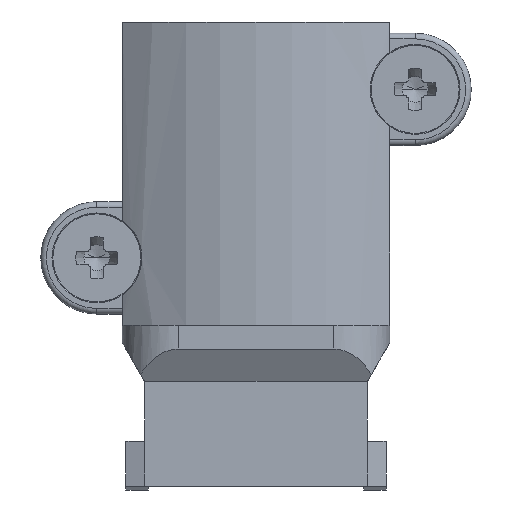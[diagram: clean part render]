
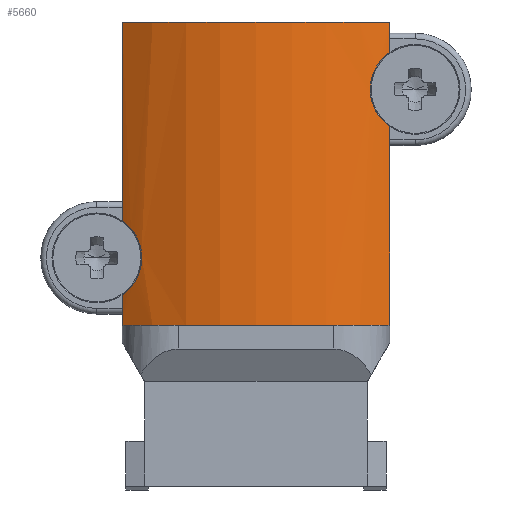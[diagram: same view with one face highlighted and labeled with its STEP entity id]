
A CAD part, front view. The second image highlights one B-rep face of the part: STEP entity #5660.
In plain terms, the highlighted cylindrical face has radius 12 mm (diameter 24 mm), a partial arc.
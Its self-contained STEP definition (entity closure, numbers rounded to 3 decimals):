
#1420=CARTESIAN_POINT('',(-5.413,32.362,
3.187));
#1430=VERTEX_POINT('',#1420);
#1460=CARTESIAN_POINT('',(-5.413,48.562,
3.187));
#1470=DIRECTION('',(0.,-1.,0.));
#1480=VECTOR('',#1470,1.);
#1490=LINE('',#1460,#1480);
#1500=CARTESIAN_POINT('',(-5.413,42.978,
3.187));
#1510=VERTEX_POINT('',#1500);
#1520=EDGE_CURVE('',#1510,#1430,#1490,.T.);
#2070=CARTESIAN_POINT('',(-19.713,48.562,
3.187));
#2080=VERTEX_POINT('',#2070);
#2110=CARTESIAN_POINT('',(-19.713,48.562,
3.187));
#2120=DIRECTION('',(0.,-1.,0.));
#2130=VECTOR('',#2120,1.);
#2140=LINE('',#2110,#2130);
#2150=CARTESIAN_POINT('',(-19.713,37.947,
3.187));
#2160=VERTEX_POINT('',#2150);
#2170=EDGE_CURVE('',#2080,#2160,#2140,.T.);
#3690=CARTESIAN_POINT('',(-19.713,48.562,
3.187));
#3700=DIRECTION('',(0.,-1.,0.));
#3710=VECTOR('',#3700,1.);
#3720=LINE('',#3690,#3710);
#3730=CARTESIAN_POINT('',(-19.713,33.978,
3.187));
#3740=VERTEX_POINT('',#3730);
#3750=CARTESIAN_POINT('',(-19.713,32.362,
3.187));
#3760=VERTEX_POINT('',#3750);
#3770=EDGE_CURVE('',#3740,#3760,#3720,.T.);
#4340=CARTESIAN_POINT('',(-5.413,48.562,
3.187));
#4350=DIRECTION('',(0.,-1.,0.));
#4360=VECTOR('',#4350,1.);
#4370=LINE('',#4340,#4360);
#4380=CARTESIAN_POINT('',(-5.413,48.562,
3.187));
#4390=VERTEX_POINT('',#4380);
#4400=CARTESIAN_POINT('',(-5.413,46.947,
3.187));
#4410=VERTEX_POINT('',#4400);
#4420=EDGE_CURVE('',#4390,#4410,#4370,.T.);
#4850=CARTESIAN_POINT('',(-12.563,48.562,-6.45));
#4860=DIRECTION('',(0.,-1.,0.));
#4870=DIRECTION('',(0.,0.,1.));
#4880=AXIS2_PLACEMENT_3D('',#4850,#4860,#4870);
#4890=CYLINDRICAL_SURFACE('',#4880,12.);
#4900=ORIENTED_EDGE('',*,*,#1520,.F.);
#4910=CARTESIAN_POINT('',(-12.563,32.362,-6.45));
#4920=DIRECTION('',(0.,-1.,0.));
#4930=DIRECTION('',(-1.,0.,0.));
#4940=AXIS2_PLACEMENT_3D('',#4910,#4920,#4930);
#4950=CIRCLE('',#4940,12.);
#4960=EDGE_CURVE('',#1430,#3760,#4950,.T.);
#4970=ORIENTED_EDGE('',*,*,#4960,.F.);
#4980=ORIENTED_EDGE('',*,*,#3770,.T.);
#4990=CARTESIAN_POINT('',(-19.713,33.978,
3.187));
#5000=CARTESIAN_POINT('',(-19.678,34.002,
3.214));
#5010=CARTESIAN_POINT('',(-19.643,34.028,
3.24));
#5020=CARTESIAN_POINT('',(-19.608,34.054,
3.265));
#5030=CARTESIAN_POINT('',(-19.418,34.199,
3.403));
#5040=CARTESIAN_POINT('',(-19.238,34.383,
3.524));
#5050=CARTESIAN_POINT('',(-19.091,34.595,
3.619));
#5060=CARTESIAN_POINT('',(-18.943,34.809,
3.715));
#5070=CARTESIAN_POINT('',(-18.823,35.059,
3.788));
#5080=CARTESIAN_POINT('',(-18.75,35.323,
3.832));
#5090=CARTESIAN_POINT('',(-18.685,35.559,
3.871));
#5100=CARTESIAN_POINT('',(-18.655,35.812,
3.889));
#5110=CARTESIAN_POINT('',(-18.665,36.06,
3.883));
#5120=CARTESIAN_POINT('',(-18.675,36.293,
3.877));
#5130=CARTESIAN_POINT('',(-18.719,36.526,
3.851));
#5140=CARTESIAN_POINT('',(-18.794,36.743,
3.806));
#5150=CARTESIAN_POINT('',(-18.868,36.96,
3.761));
#5160=CARTESIAN_POINT('',(-18.975,37.165,
3.695));
#5170=CARTESIAN_POINT('',(-19.101,37.344,
3.613));
#5180=CARTESIAN_POINT('',(-19.235,37.534,
3.526));
#5190=CARTESIAN_POINT('',(-19.394,37.701,
3.418));
#5200=CARTESIAN_POINT('',(-19.564,37.836,
3.296));
#5210=CARTESIAN_POINT('',(-19.613,37.875,
3.261));
#5220=CARTESIAN_POINT('',(-19.663,37.912,
3.225));
#5230=CARTESIAN_POINT('',(-19.713,37.947,
3.187));
#5240=B_SPLINE_CURVE_WITH_KNOTS('',3,(#4990,#5000,#5010,#5020,#5030,
#5040,#5050,#5060,#5070,#5080,#5090,#5100,#5110,#5120,#5130,#5140,#5150,
#5160,#5170,#5180,#5190,#5200,#5210,#5220,#5230),.UNSPECIFIED.,.F.,.F.,(
4,3,3,3,3,3,3,3,4),(0.,0.031,0.199,
0.369,0.52,0.662,0.805,
0.956,1.),.UNSPECIFIED.);
#5250=EDGE_CURVE('',#3740,#2160,#5240,.T.);
#5260=ORIENTED_EDGE('',*,*,#5250,.F.);
#5270=ORIENTED_EDGE('',*,*,#2170,.T.);
#5280=CARTESIAN_POINT('',(-12.563,48.562,-6.45));
#5290=DIRECTION('',(0.,-1.,0.));
#5300=DIRECTION('',(-1.,0.,0.));
#5310=AXIS2_PLACEMENT_3D('',#5280,#5290,#5300);
#5320=CIRCLE('',#5310,12.);
#5330=EDGE_CURVE('',#4390,#2080,#5320,.T.);
#5340=ORIENTED_EDGE('',*,*,#5330,.T.);
#5350=ORIENTED_EDGE('',*,*,#4420,.F.);
#5360=CARTESIAN_POINT('',(-5.413,46.947,
3.187));
#5370=CARTESIAN_POINT('',(-5.449,46.923,
3.214));
#5380=CARTESIAN_POINT('',(-5.484,46.897,
3.24));
#5390=CARTESIAN_POINT('',(-5.519,46.871,
3.265));
#5400=CARTESIAN_POINT('',(-5.709,46.726,
3.403));
#5410=CARTESIAN_POINT('',(-5.888,46.542,
3.524));
#5420=CARTESIAN_POINT('',(-6.036,46.33,
3.619));
#5430=CARTESIAN_POINT('',(-6.184,46.116,
3.715));
#5440=CARTESIAN_POINT('',(-6.304,45.865,
3.788));
#5450=CARTESIAN_POINT('',(-6.377,45.602,
3.832));
#5460=CARTESIAN_POINT('',(-6.442,45.366,
3.871));
#5470=CARTESIAN_POINT('',(-6.472,45.112,
3.889));
#5480=CARTESIAN_POINT('',(-6.461,44.865,
3.883));
#5490=CARTESIAN_POINT('',(-6.452,44.632,
3.877));
#5500=CARTESIAN_POINT('',(-6.407,44.398,
3.851));
#5510=CARTESIAN_POINT('',(-6.333,44.182,
3.806));
#5520=CARTESIAN_POINT('',(-6.259,43.965,
3.761));
#5530=CARTESIAN_POINT('',(-6.152,43.76,
3.695));
#5540=CARTESIAN_POINT('',(-6.026,43.581,
3.613));
#5550=CARTESIAN_POINT('',(-5.892,43.391,
3.526));
#5560=CARTESIAN_POINT('',(-5.732,43.224,
3.418));
#5570=CARTESIAN_POINT('',(-5.563,43.089,
3.296));
#5580=CARTESIAN_POINT('',(-5.514,43.049,
3.261));
#5590=CARTESIAN_POINT('',(-5.464,43.013,
3.225));
#5600=CARTESIAN_POINT('',(-5.413,42.978,
3.187));
#5610=B_SPLINE_CURVE_WITH_KNOTS('',3,(#5360,#5370,#5380,#5390,#5400,
#5410,#5420,#5430,#5440,#5450,#5460,#5470,#5480,#5490,#5500,#5510,#5520,
#5530,#5540,#5550,#5560,#5570,#5580,#5590,#5600),.UNSPECIFIED.,.F.,.F.,(
4,3,3,3,3,3,3,3,4),(0.,0.031,0.199,
0.369,0.52,0.662,0.805,
0.956,1.),.UNSPECIFIED.);
#5620=EDGE_CURVE('',#4410,#1510,#5610,.T.);
#5630=ORIENTED_EDGE('',*,*,#5620,.F.);
#5640=EDGE_LOOP('',(#5630,#5350,#5340,#5270,#5260,#4980,#4970,#4900));
#5650=FACE_OUTER_BOUND('',#5640,.T.);
#5660=ADVANCED_FACE('',(#5650),#4890,.T.);
